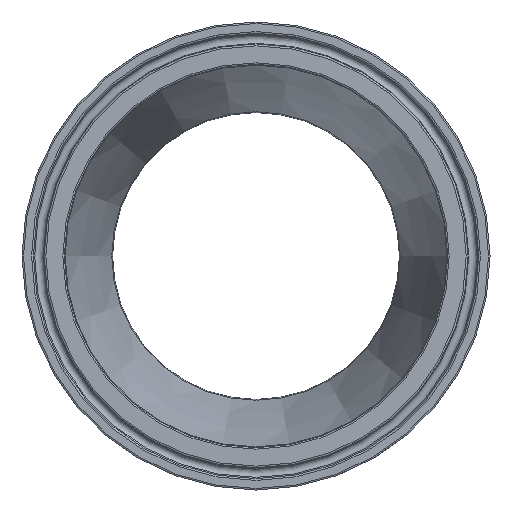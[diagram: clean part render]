
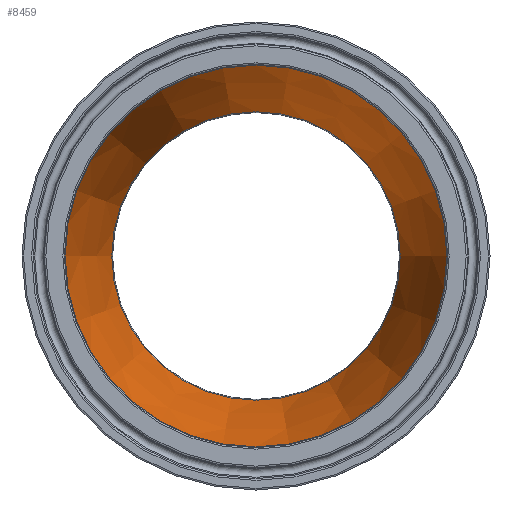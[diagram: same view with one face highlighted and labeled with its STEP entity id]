
A CAD part, left-side view. The second image highlights one B-rep face of the part: STEP entity #8459.
In plain terms, the highlighted conical face has half-angle 14.417 degrees and reference radius 42.57 mm.
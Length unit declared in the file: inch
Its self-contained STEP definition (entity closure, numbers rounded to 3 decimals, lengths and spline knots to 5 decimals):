
#19=CONICAL_SURFACE('',#9012,1.676,14.417);
#177=FACE_BOUND('',#1606,.T.);
#1046=FACE_OUTER_BOUND('',#1605,.T.);
#1605=EDGE_LOOP('',(#7841));
#1606=EDGE_LOOP('',(#7842));
#2945=CIRCLE('',#9011,1.90913);
#2946=CIRCLE('',#9013,1.44287);
#4175=VERTEX_POINT('',#18129);
#4176=VERTEX_POINT('',#18132);
#5399=EDGE_CURVE('',#4175,#4175,#2945,.T.);
#5400=EDGE_CURVE('',#4176,#4176,#2946,.T.);
#7841=ORIENTED_EDGE('',*,*,#5400,.F.);
#7842=ORIENTED_EDGE('',*,*,#5399,.F.);
#8459=ADVANCED_FACE('',(#1046,#177),#19,.F.);
#9011=AXIS2_PLACEMENT_3D('',#18130,#10662,#10663);
#9012=AXIS2_PLACEMENT_3D('',#18131,#10664,#10665);
#9013=AXIS2_PLACEMENT_3D('',#18133,#10666,#10667);
#10662=DIRECTION('center_axis',(1.,0.,0.));
#10663=DIRECTION('ref_axis',(0.,-1.,0.));
#10664=DIRECTION('center_axis',(-1.,0.,0.));
#10665=DIRECTION('ref_axis',(0.,1.,0.));
#10666=DIRECTION('center_axis',(-1.,0.,0.));
#10667=DIRECTION('ref_axis',(0.,-1.,0.));
#18129=CARTESIAN_POINT('',(0.40562,1.90913,0.));
#18130=CARTESIAN_POINT('Origin',(0.40562,0.,0.));
#18131=CARTESIAN_POINT('Origin',(1.3125,0.,0.));
#18132=CARTESIAN_POINT('',(2.21938,1.44287,0.));
#18133=CARTESIAN_POINT('Origin',(2.21938,0.,0.));
